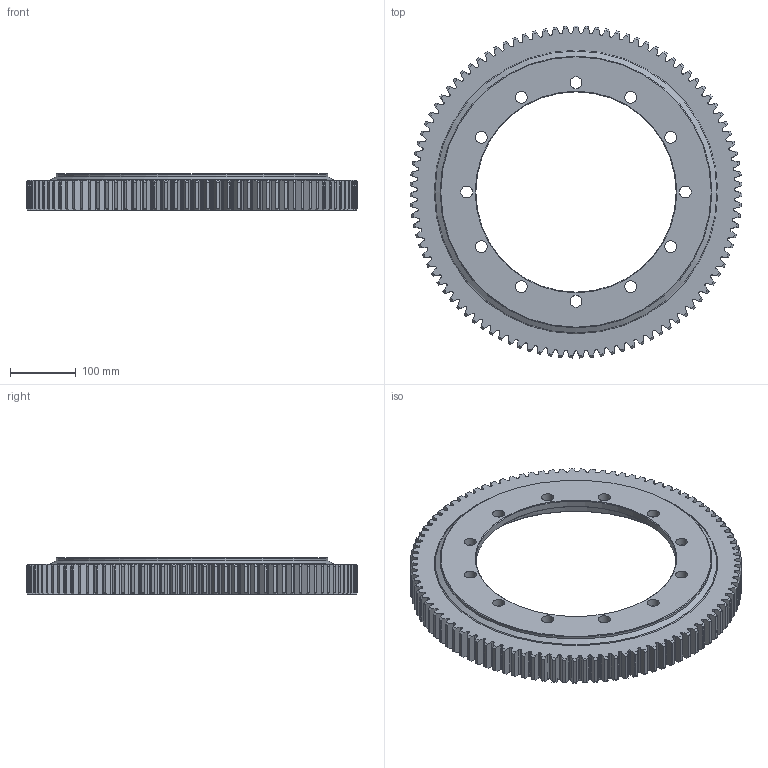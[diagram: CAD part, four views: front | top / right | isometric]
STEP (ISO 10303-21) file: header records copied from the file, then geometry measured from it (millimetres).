
FILE_DESCRIPTION (( 'STEP AP214' ), '1' );
FILE_NAME ('E.505.20.00.C.STEP', '2018-07-12T07:46:18', ( '' ), ( '' ), 'SwSTEP 2.0', 'SolidWorks 2016', '' );
FILE_SCHEMA (( 'AUTOMOTIVE_DESIGN' ));
Length unit declared in the file: millimetre
Products named in the file (7): Grease nipple M8x1mm; C.504.B20C.A3N.0 - IR Seal; E.505.20.00.C; C.504.B20C.A3N.0 - OR Seal; C.504.B20C.A3N.0 - OR; Ball D20; C.504.B20C.A3N.0 - IR
Assembly tree (63 placements, depth 2):
  E.505.20.00.C
    C.504.B20C.A3N.0 - IR
    C.504.B20C.A3N.0 - OR
    Ball D20  x55
    C.504.B20C.A3N.0 - IR Seal
    Grease nipple M8x1mm  x4
    C.504.B20C.A3N.0 - OR Seal
Bounding box: 503.99 x 503.93 x 56 mm (x, y, z)
Volume: 3894883.2 mm3; surface area: 777063.8 mm2
Topology: 63 solids, 63 shells, 1244 faces, 3570 edges, 2357 vertices
Faces by surface type: bspline 495, cone 279, plane 253, cylinder 145, sphere 55, torus 17
Full cylindrical faces by diameter (mm): 3 x4, 7 x4, 8 x4, 10.2 x10, 18 x12, 304 x1, 375 x1, 398.5 x2, 412.5 x3, 415.5 x3, 429.5 x2
Entity records: 40172 total; most frequent: CARTESIAN_POINT 14222, ORIENTED_EDGE 6252, DIRECTION 3582, EDGE_CURVE 3126, VERTEX_POINT 2118, B_SPLINE_CURVE_WITH_KNOTS 1418, EDGE_LOOP 1240, VECTOR 1194
